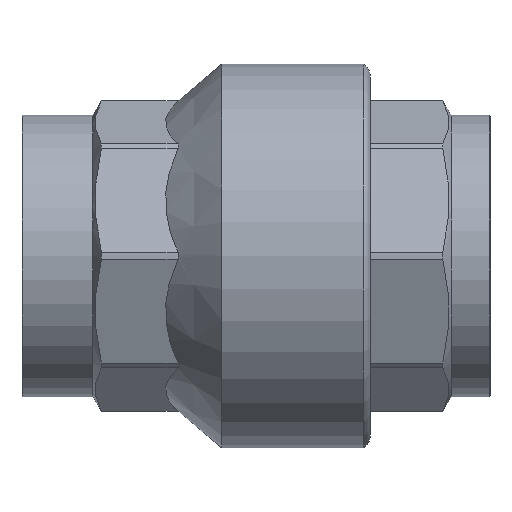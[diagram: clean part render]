
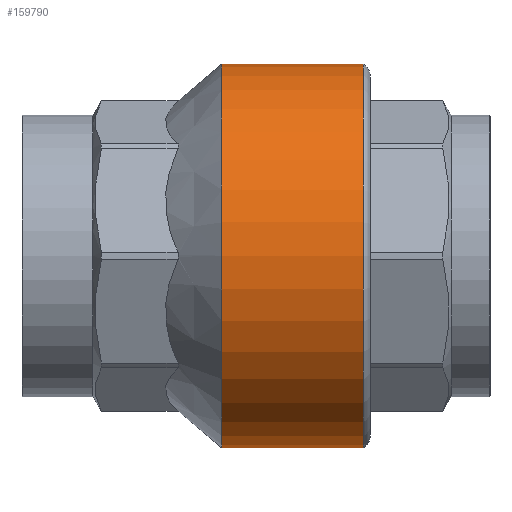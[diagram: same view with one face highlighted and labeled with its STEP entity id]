
A CAD part, top view. The second image highlights one B-rep face of the part: STEP entity #159790.
In plain terms, the highlighted cylindrical face has radius 36.5 mm (diameter 73 mm), a partial arc.
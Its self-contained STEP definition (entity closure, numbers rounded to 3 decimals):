
#13800=CARTESIAN_POINT('',(-25.719,36.5,0.)
);
#13810=VERTEX_POINT('',#13800);
#13840=CARTESIAN_POINT('',(-25.719,0.,0.));
#13850=DIRECTION('',(1.,0.,0.));
#13860=DIRECTION('',(0.,-1.,0.));
#13870=AXIS2_PLACEMENT_3D('',#13840,#13850,#13860);
#13880=CIRCLE('',#13870,36.5);
#13890=CARTESIAN_POINT('',(-25.719,-36.5,0.));
#13900=VERTEX_POINT('',#13890);
#13910=EDGE_CURVE('',#13810,#13900,#13880,.T.);
#30830=CARTESIAN_POINT('',(1.158,-36.5,0.))
;
#30840=VERTEX_POINT('',#30830);
#30930=CARTESIAN_POINT('',(1.158,36.5,0.));
#30940=VERTEX_POINT('',#30930);
#30970=CARTESIAN_POINT('',(1.158,0.,
0.));
#30980=DIRECTION('',(-1.,0.,0.));
#30990=DIRECTION('',(0.,-1.,0.));
#31000=AXIS2_PLACEMENT_3D('',#30970,#30980,#30990);
#31010=CIRCLE('',#31000,36.5);
#32360=CARTESIAN_POINT('',(-11.058,36.5,0.));
#32370=DIRECTION('',(-1.,0.,0.));
#32380=VECTOR('',#32370,1.);
#32390=LINE('',#32360,#32380);
#32400=EDGE_CURVE('',#30940,#13810,#32390,.T.);
#32440=CARTESIAN_POINT('',(-11.058,-36.5,0.));
#32450=DIRECTION('',(-1.,0.,0.));
#32460=VECTOR('',#32450,1.);
#32470=LINE('',#32440,#32460);
#32480=EDGE_CURVE('',#30840,#13900,#32470,.T.);
#159670=CARTESIAN_POINT('',(-11.058,0.,0.));
#159680=DIRECTION('',(-1.,0.,0.));
#159690=DIRECTION('',(0.,1.,0.));
#159700=AXIS2_PLACEMENT_3D('',#159670,#159680,#159690);
#159710=CYLINDRICAL_SURFACE('',#159700,36.5);
#159720=ORIENTED_EDGE('',*,*,#32400,.T.);
#159730=EDGE_CURVE('',#30840,#30940,#31010,.T.);
#159740=ORIENTED_EDGE('',*,*,#159730,.T.);
#159750=ORIENTED_EDGE('',*,*,#32480,.F.);
#159760=ORIENTED_EDGE('',*,*,#13910,.T.);
#159770=EDGE_LOOP('',(#159760,#159750,#159740,#159720));
#159780=FACE_OUTER_BOUND('',#159770,.T.);
#159790=ADVANCED_FACE('',(#159780),#159710,.T.);
